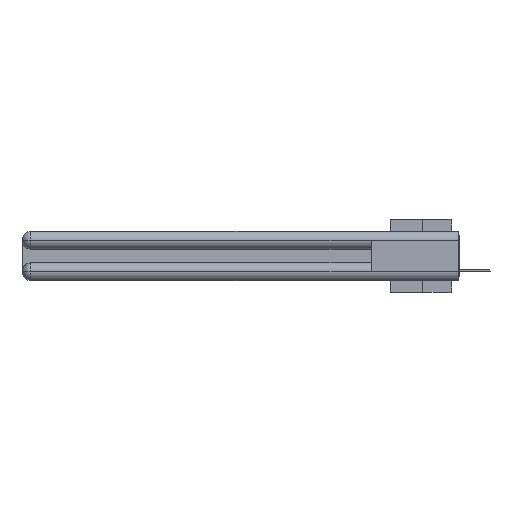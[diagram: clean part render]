
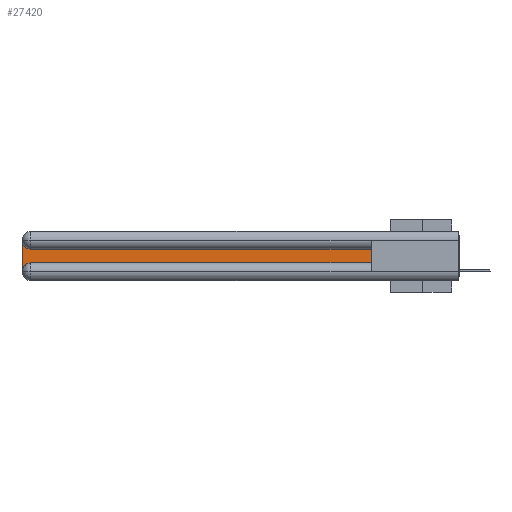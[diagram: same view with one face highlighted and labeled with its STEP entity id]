
A CAD part, left-side view. The second image highlights one B-rep face of the part: STEP entity #27420.
In plain terms, the highlighted planar face has unit normal (-1, 0, 0).
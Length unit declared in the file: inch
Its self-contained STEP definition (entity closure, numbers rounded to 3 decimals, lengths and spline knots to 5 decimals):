
#221 = VECTOR ( 'NONE', #22102, 39.37008 ) ;
#712 = EDGE_CURVE ( 'NONE', #32014, #1895, #31441, .T. ) ;
#1068 = DIRECTION ( 'NONE',  ( 0., 0., -1. ) ) ;
#1342 = EDGE_CURVE ( 'NONE', #11869, #32014, #23324, .T. ) ;
#1507 = CARTESIAN_POINT ( 'NONE',  ( 0.075, 0.6, -0.1225 ) ) ;
#1895 = VERTEX_POINT ( 'NONE', #16268 ) ;
#2848 = VERTEX_POINT ( 'NONE', #7569 ) ;
#3644 = DIRECTION ( 'NONE',  ( 0., 0., -1. ) ) ;
#6620 = ORIENTED_EDGE ( 'NONE', *, *, #29499, .T. ) ;
#6847 = EDGE_CURVE ( 'NONE', #22085, #11869, #7193, .T. ) ;
#6849 = AXIS2_PLACEMENT_3D ( 'NONE', #15631, #18392, #3644 ) ;
#7193 = CIRCLE ( 'NONE', #28425, 0.06 ) ;
#7569 = CARTESIAN_POINT ( 'NONE',  ( 0.075, 0.6, -0.2175 ) ) ;
#7787 = ORIENTED_EDGE ( 'NONE', *, *, #712, .T. ) ;
#8251 = DIRECTION ( 'NONE',  ( 1., 0., 0. ) ) ;
#8575 = CARTESIAN_POINT ( 'NONE',  ( 0.075, 0.6, -0.2175 ) ) ;
#9708 = ORIENTED_EDGE ( 'NONE', *, *, #14093, .T. ) ;
#10720 = VECTOR ( 'NONE', #1068, 39.37008 ) ;
#11092 = PLANE ( 'NONE',  #6849 ) ;
#11162 = DIRECTION ( 'NONE',  ( 0., 0., -1. ) ) ;
#11572 = CARTESIAN_POINT ( 'NONE',  ( 0.075, 3., -0.2775 ) ) ;
#11869 = VERTEX_POINT ( 'NONE', #28089 ) ;
#14093 = EDGE_CURVE ( 'NONE', #1895, #2848, #31411, .T. ) ;
#15631 = CARTESIAN_POINT ( 'NONE',  ( 0.075, 3., -0.1225 ) ) ;
#16268 = CARTESIAN_POINT ( 'NONE',  ( 0.075, 2.94, -0.2175 ) ) ;
#17449 = AXIS2_PLACEMENT_3D ( 'NONE', #20117, #29554, #24838 ) ;
#18392 = DIRECTION ( 'NONE',  ( 1., 0., 0. ) ) ;
#18992 = EDGE_LOOP ( 'NONE', ( #6620, #30250, #31279, #7787, #9708, #23495 ) ) ;
#19887 = VECTOR ( 'NONE', #20759, 39.37008 ) ;
#20117 = CARTESIAN_POINT ( 'NONE',  ( 0.075, 2.94, -0.2775 ) ) ;
#20759 = DIRECTION ( 'NONE',  ( 0., 0., 1. ) ) ;
#20951 = VECTOR ( 'NONE', #28982, 39.37008 ) ;
#21521 = CARTESIAN_POINT ( 'NONE',  ( 0.075, 0.6, -0.2175 ) ) ;
#22085 = VERTEX_POINT ( 'NONE', #22472 ) ;
#22102 = DIRECTION ( 'NONE',  ( 0., 1., 0. ) ) ;
#22472 = CARTESIAN_POINT ( 'NONE',  ( 0.075, 2.94, -0.1225 ) ) ;
#23324 = LINE ( 'NONE', #28010, #10720 ) ;
#23495 = ORIENTED_EDGE ( 'NONE', *, *, #28335, .T. ) ;
#23878 = CARTESIAN_POINT ( 'NONE',  ( 0.075, 0.6, -0.1225 ) ) ;
#24838 = DIRECTION ( 'NONE',  ( 0., 0., -1. ) ) ;
#26024 = FACE_OUTER_BOUND ( 'NONE', #18992, .T. ) ;
#26344 = VERTEX_POINT ( 'NONE', #1507 ) ;
#27420 = ADVANCED_FACE ( 'NONE', ( #26024 ), #11092, .F. ) ;
#28010 = CARTESIAN_POINT ( 'NONE',  ( 0.075, 3., -0.2175 ) ) ;
#28089 = CARTESIAN_POINT ( 'NONE',  ( 0.075, 3., -0.0625 ) ) ;
#28218 = CARTESIAN_POINT ( 'NONE',  ( 0.075, 2.94, -0.0625 ) ) ;
#28335 = EDGE_CURVE ( 'NONE', #2848, #26344, #30345, .T. ) ;
#28425 = AXIS2_PLACEMENT_3D ( 'NONE', #28218, #8251, #11162 ) ;
#28982 = DIRECTION ( 'NONE',  ( 0., -1., 0. ) ) ;
#29393 = LINE ( 'NONE', #23878, #221 ) ;
#29499 = EDGE_CURVE ( 'NONE', #26344, #22085, #29393, .T. ) ;
#29554 = DIRECTION ( 'NONE',  ( 1., 0., 0. ) ) ;
#30250 = ORIENTED_EDGE ( 'NONE', *, *, #6847, .T. ) ;
#30345 = LINE ( 'NONE', #8575, #19887 ) ;
#31279 = ORIENTED_EDGE ( 'NONE', *, *, #1342, .T. ) ;
#31411 = LINE ( 'NONE', #21521, #20951 ) ;
#31441 = CIRCLE ( 'NONE', #17449, 0.06 ) ;
#32014 = VERTEX_POINT ( 'NONE', #11572 ) ;
